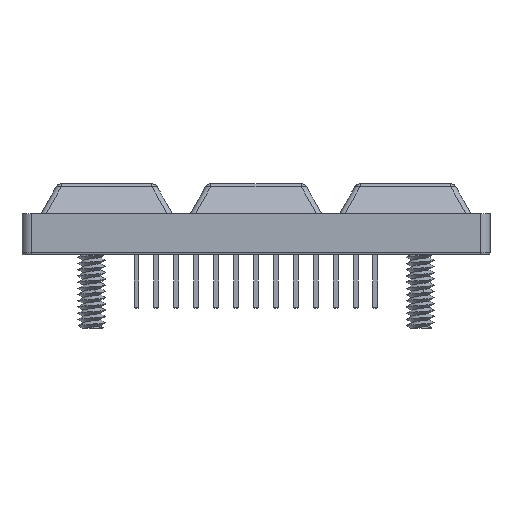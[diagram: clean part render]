
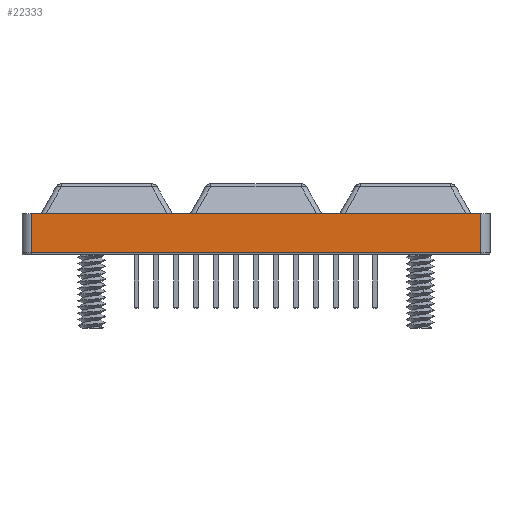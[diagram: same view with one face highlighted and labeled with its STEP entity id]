
A CAD part, front view. The second image highlights one B-rep face of the part: STEP entity #22333.
In plain terms, the highlighted planar face has unit normal (0, -1, 0).
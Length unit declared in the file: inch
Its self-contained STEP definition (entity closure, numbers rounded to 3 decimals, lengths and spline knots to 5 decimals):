
#1719=DIRECTION('',(0.,0.,-1.));
#1720=VECTOR('',#1719,0.197);
#1721=CARTESIAN_POINT('',(1.125,-1.55,0.137));
#1722=LINE('',#1721,#1720);
#1747=DIRECTION('',(1.,0.,0.));
#1748=VECTOR('',#1747,2.25);
#1749=CARTESIAN_POINT('',(-1.125,-1.55,-0.06));
#1750=LINE('',#1749,#1748);
#1765=DIRECTION('',(0.,0.,-1.));
#1766=VECTOR('',#1765,0.197);
#1767=CARTESIAN_POINT('',(-1.125,-1.55,0.137));
#1768=LINE('',#1767,#1766);
#1838=DIRECTION('',(1.,0.,0.));
#1839=VECTOR('',#1838,2.25);
#1840=CARTESIAN_POINT('',(-1.125,-1.55,0.137));
#1841=LINE('',#1840,#1839);
#19457=CARTESIAN_POINT('',(1.125,-1.55,0.137));
#19459=VERTEX_POINT('',#19457);
#19466=CARTESIAN_POINT('',(-1.125,-1.55,0.137));
#19468=VERTEX_POINT('',#19466);
#19499=CARTESIAN_POINT('',(-1.125,-1.55,-0.06));
#19500=VERTEX_POINT('',#19499);
#19501=CARTESIAN_POINT('',(1.125,-1.55,-0.06));
#19502=VERTEX_POINT('',#19501);
#22320=CARTESIAN_POINT('',(-1.175,-1.55,-0.06));
#22321=DIRECTION('',(0.,-1.,0.));
#22322=DIRECTION('',(1.,0.,0.));
#22323=AXIS2_PLACEMENT_3D('',#22320,#22321,#22322);
#22324=PLANE('',#22323);
#22325=ORIENTED_EDGE('',*,*,#22311,.F.);
#22327=ORIENTED_EDGE('',*,*,#22326,.F.);
#22329=ORIENTED_EDGE('',*,*,#22328,.T.);
#22330=ORIENTED_EDGE('',*,*,#22285,.T.);
#22331=EDGE_LOOP('',(#22325,#22327,#22329,#22330));
#22332=FACE_OUTER_BOUND('',#22331,.F.);
#22333=ADVANCED_FACE('',(#22332),#22324,.T.);
#22285=EDGE_CURVE('',#19459,#19502,#1722,.T.);
#22311=EDGE_CURVE('',#19500,#19502,#1750,.T.);
#22326=EDGE_CURVE('',#19468,#19500,#1768,.T.);
#22328=EDGE_CURVE('',#19468,#19459,#1841,.T.);
